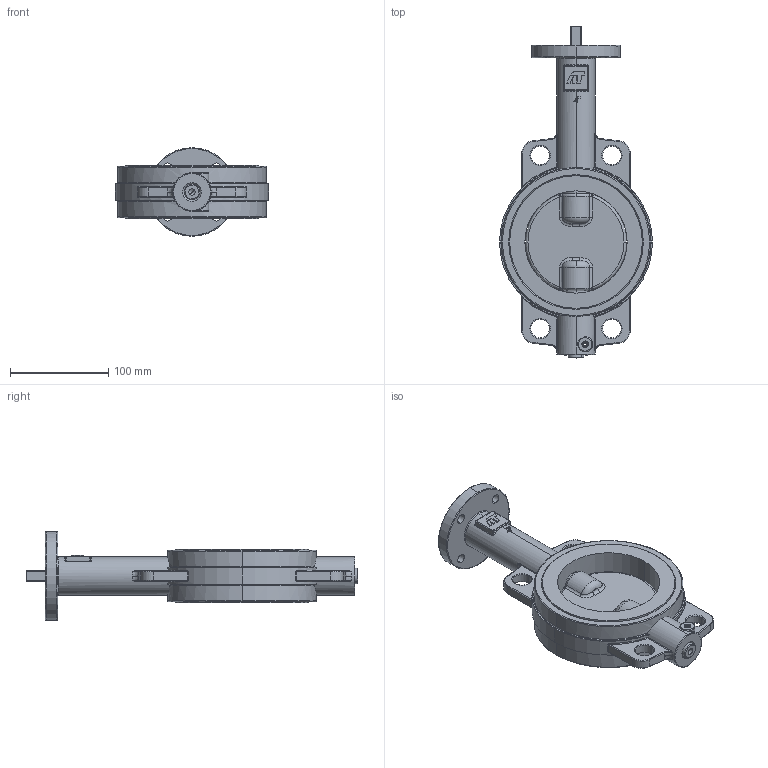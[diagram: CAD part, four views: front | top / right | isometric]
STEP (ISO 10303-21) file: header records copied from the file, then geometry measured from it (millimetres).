
FILE_DESCRIPTION (( 'STEP AP214' ), '1' );
FILE_NAME ('OS-W1-0400-XXX.step', '2019-08-12T18:31:08', ( '' ), ( '' ), 'SwSTEP 2.0', 'SolidWorks 2019', '' );
FILE_SCHEMA (( 'AUTOMOTIVE_DESIGN' ));
Length unit declared in the file: inch
Products named in the file (24): 25177; OS-W1-0400-XXX; 25179; basic internal retaining ring_ai_B27.1 - NA2-106; 25135; 25180; 25176; 25178; 25110; spring pin slotted_ai_SPS 0.1875x1.5; basic internal retaining ring_ai; 25163; 25175; spring pin slotted_ai
Assembly tree (12 placements, depth 2):
  25177
  OS-W1-0400-XXX
    25135
    25178
    25163
    25180
    25175
    25176
    25110
    spring pin slotted_ai_SPS 0.1875x1.5
    25177
    25179  x2
    basic internal retaining ring_ai_B27.1 - NA2-106
  25179
  25176
  25179
Bounding box: 155.57 x 337.43 x 89.99 mm (x, y, z)
Volume: 909166.7 mm3; surface area: 210076.8 mm2
Topology: 12 solids, 12 shells, 545 faces, 1297 edges, 781 vertices
Faces by surface type: cylinder 179, plane 150, torus 105, bspline 68, cone 39, sphere 4
Entity records: 20341 total; most frequent: CARTESIAN_POINT 7535, DIRECTION 2596, ORIENTED_EDGE 2518, EDGE_CURVE 1259, AXIS2_PLACEMENT_3D 1086, VERTEX_POINT 765, CIRCLE 603, EDGE_LOOP 596
